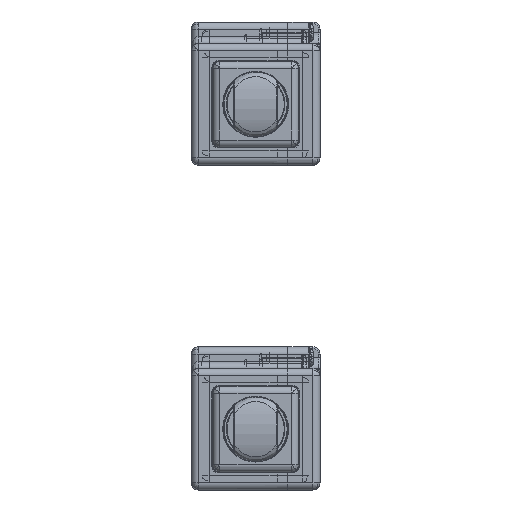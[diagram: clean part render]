
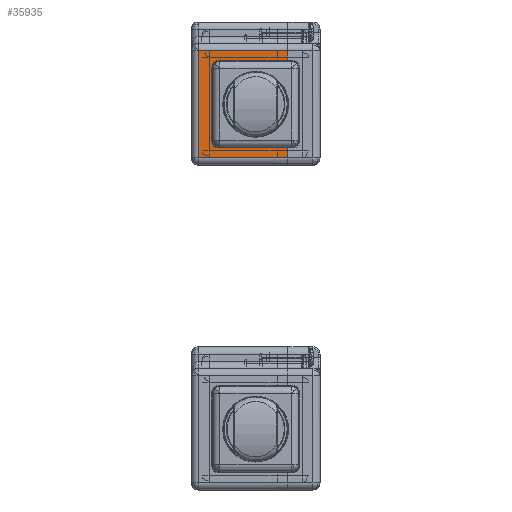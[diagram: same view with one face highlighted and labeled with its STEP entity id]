
A CAD part, front view. The second image highlights one B-rep face of the part: STEP entity #35935.
In plain terms, the highlighted planar face has unit normal (0, -1, 0).
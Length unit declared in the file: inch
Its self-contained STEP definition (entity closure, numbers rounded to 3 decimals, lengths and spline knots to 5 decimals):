
#127 = VERTEX_POINT ( 'NONE', #21072 ) ;
#724 = DIRECTION ( 'NONE',  ( 1., 0., 0. ) ) ;
#2407 = VERTEX_POINT ( 'NONE', #141259 ) ;
#5851 = EDGE_CURVE ( 'NONE', #2407, #87341, #101597, .T. ) ;
#7254 = CARTESIAN_POINT ( 'NONE',  ( -0.23622, -0.25984, -0.20472 ) ) ;
#10918 = FACE_OUTER_BOUND ( 'NONE', #151966, .T. ) ;
#11837 = CARTESIAN_POINT ( 'NONE',  ( 0.17717, -0.25984, -0.29528 ) ) ;
#21072 = CARTESIAN_POINT ( 'NONE',  ( -0.31496, -0.25984, 0.29528 ) ) ;
#21895 = LINE ( 'NONE', #142636, #188837 ) ;
#24067 = CIRCLE ( 'NONE', #34506, 0.0315 ) ;
#24556 = LINE ( 'NONE', #87595, #186389 ) ;
#26687 = ORIENTED_EDGE ( 'NONE', *, *, #76669, .F. ) ;
#28451 = CARTESIAN_POINT ( 'NONE',  ( -0.23622, -0.25984, -0.33465 ) ) ;
#31254 = ORIENTED_EDGE ( 'NONE', *, *, #137318, .T. ) ;
#33576 = VERTEX_POINT ( 'NONE', #7254 ) ;
#34506 = AXIS2_PLACEMENT_3D ( 'NONE', #135459, #38551, #151693 ) ;
#34633 = VECTOR ( 'NONE', #202843, 39.37008 ) ;
#35935 = ADVANCED_FACE ( 'NONE', ( #10918 ), #67655, .T. ) ;
#38166 = EDGE_CURVE ( 'NONE', #125435, #181594, #24556, .T. ) ;
#38551 = DIRECTION ( 'NONE',  ( 0., 1., 0. ) ) ;
#38838 = CARTESIAN_POINT ( 'NONE',  ( -0.20472, -0.25984, -0.23622 ) ) ;
#40786 = CARTESIAN_POINT ( 'NONE',  ( 0., -0.25984, 0.29528 ) ) ;
#41834 = DIRECTION ( 'NONE',  ( 1., 0., 0. ) ) ;
#42981 = CIRCLE ( 'NONE', #85453, 0.0315 ) ;
#45735 = DIRECTION ( 'NONE',  ( 0., 0., 1. ) ) ;
#47265 = CARTESIAN_POINT ( 'NONE',  ( -0.20472, -0.25984, -0.20472 ) ) ;
#47845 = ORIENTED_EDGE ( 'NONE', *, *, #73080, .T. ) ;
#52179 = DIRECTION ( 'NONE',  ( 0., -1., 0. ) ) ;
#56939 = DIRECTION ( 'NONE',  ( -1., 0., 0. ) ) ;
#58496 = VECTOR ( 'NONE', #41834, 39.37008 ) ;
#58662 = VERTEX_POINT ( 'NONE', #101873 ) ;
#61636 = DIRECTION ( 'NONE',  ( 0., 0., 1. ) ) ;
#62065 = VERTEX_POINT ( 'NONE', #119273 ) ;
#63301 = EDGE_CURVE ( 'NONE', #58662, #127, #120718, .T. ) ;
#63559 = DIRECTION ( 'NONE',  ( 0., 0., 1. ) ) ;
#67655 = PLANE ( 'NONE',  #151151 ) ;
#73080 = EDGE_CURVE ( 'NONE', #87341, #77247, #21895, .T. ) ;
#75598 = LINE ( 'NONE', #40786, #151539 ) ;
#76669 = EDGE_CURVE ( 'NONE', #125435, #194330, #79434, .T. ) ;
#77247 = VERTEX_POINT ( 'NONE', #171379 ) ;
#79434 = LINE ( 'NONE', #204032, #203352 ) ;
#85453 = AXIS2_PLACEMENT_3D ( 'NONE', #47265, #160451, #63559 ) ;
#87341 = VERTEX_POINT ( 'NONE', #203230 ) ;
#87595 = CARTESIAN_POINT ( 'NONE',  ( 0., -0.25984, -0.23622 ) ) ;
#89209 = EDGE_CURVE ( 'NONE', #33576, #62065, #159077, .T. ) ;
#90963 = DIRECTION ( 'NONE',  ( 0., 0., -1. ) ) ;
#95223 = EDGE_CURVE ( 'NONE', #58662, #194330, #132941, .T. ) ;
#101597 = LINE ( 'NONE', #106192, #58496 ) ;
#101873 = CARTESIAN_POINT ( 'NONE',  ( -0.31496, -0.25984, -0.29528 ) ) ;
#103909 = DIRECTION ( 'NONE',  ( -1., 0., 0. ) ) ;
#106192 = CARTESIAN_POINT ( 'NONE',  ( 0., -0.25984, 0.23622 ) ) ;
#107215 = ORIENTED_EDGE ( 'NONE', *, *, #5851, .T. ) ;
#112233 = ORIENTED_EDGE ( 'NONE', *, *, #95223, .T. ) ;
#119273 = CARTESIAN_POINT ( 'NONE',  ( -0.23622, -0.25984, 0.20472 ) ) ;
#120718 = LINE ( 'NONE', #185152, #34633 ) ;
#122798 = VECTOR ( 'NONE', #724, 39.37008 ) ;
#125435 = VERTEX_POINT ( 'NONE', #177148 ) ;
#128385 = ORIENTED_EDGE ( 'NONE', *, *, #177899, .T. ) ;
#132941 = LINE ( 'NONE', #163403, #122798 ) ;
#135459 = CARTESIAN_POINT ( 'NONE',  ( -0.20472, -0.25984, 0.20472 ) ) ;
#136753 = ORIENTED_EDGE ( 'NONE', *, *, #38166, .T. ) ;
#136962 = EDGE_CURVE ( 'NONE', #181594, #33576, #42981, .T. ) ;
#137318 = EDGE_CURVE ( 'NONE', #77247, #127, #75598, .T. ) ;
#141259 = CARTESIAN_POINT ( 'NONE',  ( -0.20472, -0.25984, 0.23622 ) ) ;
#142636 = CARTESIAN_POINT ( 'NONE',  ( 0.17717, -0.25984, -0.33465 ) ) ;
#149066 = CARTESIAN_POINT ( 'NONE',  ( 0., -0.25984, -0.33465 ) ) ;
#150600 = ORIENTED_EDGE ( 'NONE', *, *, #136962, .T. ) ;
#151151 = AXIS2_PLACEMENT_3D ( 'NONE', #149066, #52179, #165371 ) ;
#151539 = VECTOR ( 'NONE', #56939, 39.37008 ) ;
#151693 = DIRECTION ( 'NONE',  ( 0., 0., 1. ) ) ;
#151966 = EDGE_LOOP ( 'NONE', ( #112233, #26687, #136753, #150600, #178870, #128385, #107215, #47845, #31254, #166951 ) ) ;
#159077 = LINE ( 'NONE', #28451, #196905 ) ;
#160451 = DIRECTION ( 'NONE',  ( 0., 1., 0. ) ) ;
#163403 = CARTESIAN_POINT ( 'NONE',  ( 0., -0.25984, -0.29528 ) ) ;
#165371 = DIRECTION ( 'NONE',  ( 0., 0., -1. ) ) ;
#166951 = ORIENTED_EDGE ( 'NONE', *, *, #63301, .F. ) ;
#171379 = CARTESIAN_POINT ( 'NONE',  ( 0.17717, -0.25984, 0.29528 ) ) ;
#177148 = CARTESIAN_POINT ( 'NONE',  ( 0.17717, -0.25984, -0.23622 ) ) ;
#177899 = EDGE_CURVE ( 'NONE', #62065, #2407, #24067, .T. ) ;
#178870 = ORIENTED_EDGE ( 'NONE', *, *, #89209, .T. ) ;
#181594 = VERTEX_POINT ( 'NONE', #38838 ) ;
#185152 = CARTESIAN_POINT ( 'NONE',  ( -0.31496, -0.25984, 0.33881 ) ) ;
#186389 = VECTOR ( 'NONE', #103909, 39.37008 ) ;
#188837 = VECTOR ( 'NONE', #45735, 39.37008 ) ;
#194330 = VERTEX_POINT ( 'NONE', #11837 ) ;
#196905 = VECTOR ( 'NONE', #61636, 39.37008 ) ;
#202843 = DIRECTION ( 'NONE',  ( 0., 0., 1. ) ) ;
#203230 = CARTESIAN_POINT ( 'NONE',  ( 0.17717, -0.25984, 0.23622 ) ) ;
#203352 = VECTOR ( 'NONE', #90963, 39.37008 ) ;
#204032 = CARTESIAN_POINT ( 'NONE',  ( 0.17717, -0.25984, -0.33465 ) ) ;
